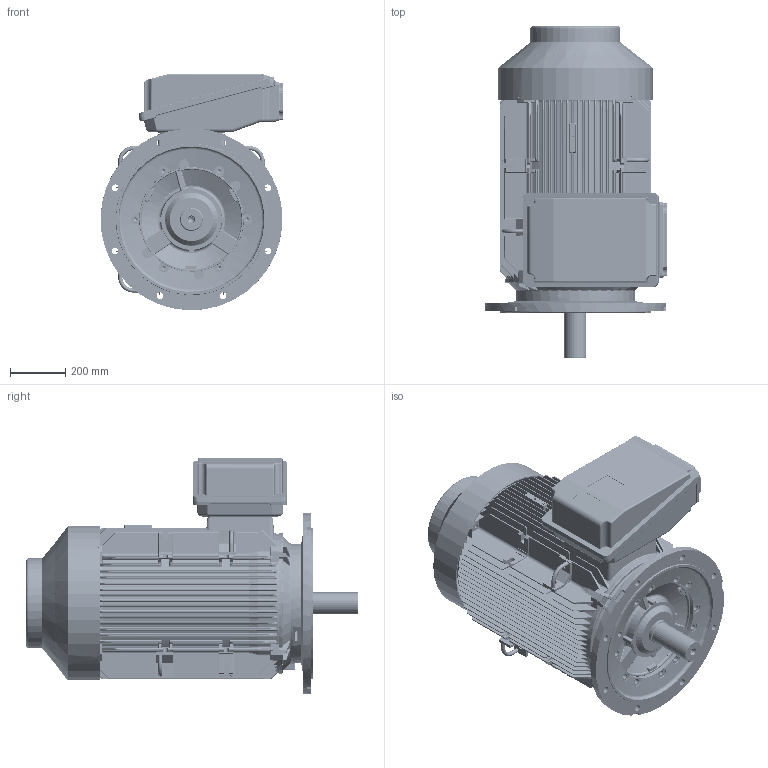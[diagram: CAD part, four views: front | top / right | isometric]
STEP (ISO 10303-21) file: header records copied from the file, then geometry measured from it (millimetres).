
FILE_DESCRIPTION( ( 'Unknown' ), '1' );
FILE_NAME( '3D UDF315ME 4P B5 DTD IC411.stp', 'Unknown', ( 'Unknown' ), ( 'Unknown' ), 'PSStep 17.0.49', 'Unknown', ' ' );
FILE_SCHEMA( ( 'AUTOMOTIVE_DESIGN { 1 0 10303 214 1 1 1 1 }' ) );
Length unit declared in the file: millimetre
Products named in the file (1): 1
Bounding box: 663.73 x 1205.49 x 858.74 mm (x, y, z)
Volume: 43222272.7 mm3; surface area: 9030001.1 mm2
Topology: 1 solids, 10 shells, 6915 faces, 16601 edges, 9501 vertices
Faces by surface type: cylinder 2306, bspline 1871, plane 1414, torus 749, sphere 396, cone 179
Full cylindrical faces by diameter (mm): 6.985 x4, 8.782 x9, 11 x8, 14.188 x10, 14.376 x4, 15 x9, 17 x6, 17.97 x1, 19 x12, 20 x1, 21 x1, 24 x8, 80 x1, 90 x1, 91.5 x1, 184 x1, 200.014 x1, 242.023 x1, 323.8 x1, 327 x1, 380 x2, 469.895 x1, 470.5 x1, 482 x1, 487.97 x2, 488 x1, 530 x1, 550 x1, 660 x1
Entity records: 427683 total; most frequent: CARTESIAN_POINT 223114, ORIENTED_EDGE 32074, DIRECTION 31148, EDGE_CURVE 16037, AXIS2_PLACEMENT_3D 12854, VERTEX_POINT 9336, EDGE_LOOP 7164, FACE_OUTER_BOUND 7015
